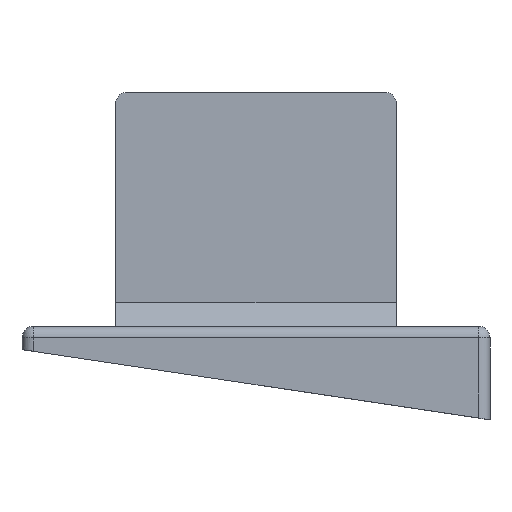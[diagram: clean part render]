
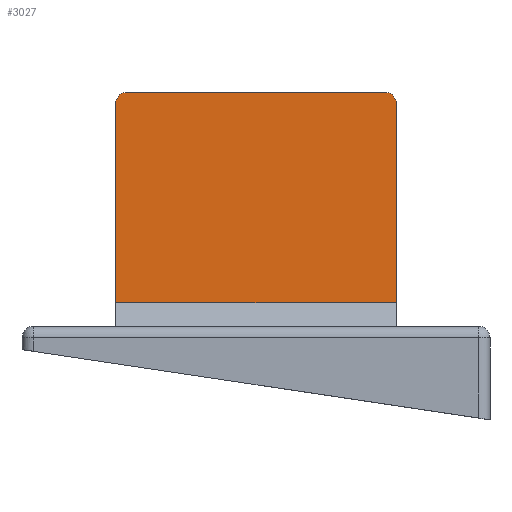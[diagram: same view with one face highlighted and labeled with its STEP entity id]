
A CAD part, front view. The second image highlights one B-rep face of the part: STEP entity #3027.
In plain terms, the highlighted planar face has unit normal (0, -1, 0).
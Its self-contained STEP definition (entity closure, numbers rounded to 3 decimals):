
#252=CIRCLE('',#3195,2.5);
#253=CIRCLE('',#3198,2.5);
#426=FACE_OUTER_BOUND('',#605,.T.);
#605=EDGE_LOOP('',(#2746,#2747,#2748,#2749,#2750,#2751));
#617=LINE('',#3821,#900);
#887=LINE('',#5703,#1170);
#890=LINE('',#5709,#1173);
#891=LINE('',#5711,#1174);
#900=VECTOR('',#3216,10.);
#1170=VECTOR('',#3778,10.);
#1173=VECTOR('',#3783,10.);
#1174=VECTOR('',#3786,10.);
#1180=VERTEX_POINT('',#3814);
#1183=VERTEX_POINT('',#3819);
#1463=VERTEX_POINT('',#5696);
#1464=VERTEX_POINT('',#5698);
#1465=VERTEX_POINT('',#5702);
#1467=VERTEX_POINT('',#5708);
#1473=EDGE_CURVE('',#1183,#1180,#617,.T.);
#1896=EDGE_CURVE('',#1463,#1464,#252,.T.);
#1898=EDGE_CURVE('',#1464,#1465,#887,.T.);
#1901=EDGE_CURVE('',#1467,#1183,#890,.T.);
#1902=EDGE_CURVE('',#1465,#1467,#253,.T.);
#1903=EDGE_CURVE('',#1180,#1463,#891,.T.);
#2746=ORIENTED_EDGE('',*,*,#1473,.F.);
#2747=ORIENTED_EDGE('',*,*,#1901,.F.);
#2748=ORIENTED_EDGE('',*,*,#1902,.F.);
#2749=ORIENTED_EDGE('',*,*,#1898,.F.);
#2750=ORIENTED_EDGE('',*,*,#1896,.F.);
#2751=ORIENTED_EDGE('',*,*,#1903,.F.);
#2866=PLANE('',#3197);
#3027=ADVANCED_FACE('',(#426),#2866,.T.);
#3195=AXIS2_PLACEMENT_3D('',#5699,#3773,#3774);
#3197=AXIS2_PLACEMENT_3D('',#5707,#3781,#3782);
#3198=AXIS2_PLACEMENT_3D('',#5710,#3784,#3785);
#3216=DIRECTION('',(-1.,0.,0.));
#3773=DIRECTION('center_axis',(0.,1.,0.));
#3774=DIRECTION('ref_axis',(-0.707,0.,0.707));
#3778=DIRECTION('',(1.,0.,0.));
#3781=DIRECTION('center_axis',(0.,-1.,0.));
#3782=DIRECTION('ref_axis',(0.,0.,-1.));
#3783=DIRECTION('',(0.,0.,-1.));
#3784=DIRECTION('center_axis',(0.,1.,0.));
#3785=DIRECTION('ref_axis',(0.707,0.,0.707));
#3786=DIRECTION('',(0.,0.,1.));
#3814=CARTESIAN_POINT('',(-30.,-36.558,-20.));
#3819=CARTESIAN_POINT('',(30.,-36.558,-20.));
#3821=CARTESIAN_POINT('',(0.,-36.558,-20.));
#5696=CARTESIAN_POINT('',(-30.,-36.558,22.5));
#5698=CARTESIAN_POINT('',(-27.5,-36.558,25.));
#5699=CARTESIAN_POINT('Origin',(-27.5,-36.558,22.5));
#5702=CARTESIAN_POINT('',(27.5,-36.558,25.));
#5703=CARTESIAN_POINT('',(0.,-36.558,25.));
#5707=CARTESIAN_POINT('Origin',(0.,-36.558,25.));
#5708=CARTESIAN_POINT('',(30.,-36.558,22.5));
#5709=CARTESIAN_POINT('',(30.,-36.558,25.));
#5710=CARTESIAN_POINT('Origin',(27.5,-36.558,22.5));
#5711=CARTESIAN_POINT('',(-30.,-36.558,25.));
